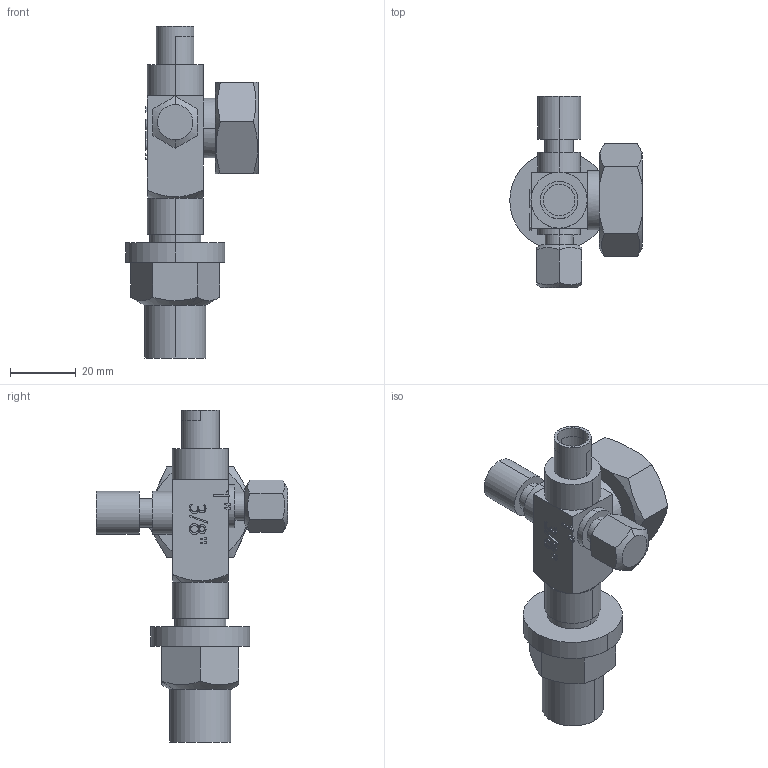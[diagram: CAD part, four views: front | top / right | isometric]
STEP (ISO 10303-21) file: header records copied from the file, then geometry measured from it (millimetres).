
FILE_DESCRIPTION((''),'2;1');
FILE_NAME('6804500V01','2023-04-04T10:38:48',('U375483'),('DANFOSS COMMERCIAL COMPRESSOR'),'CREO PARAMETRIC BY PTC INC, 2022124','CREO PARAMETRIC BY PTC INC, 2022124','');
FILE_SCHEMA(('CONFIG_CONTROL_DESIGN'));
Length unit declared in the file: millimetre
Products named in the file (1): 6804500V01
Bounding box: 40.2 x 58 x 100.7 mm (x, y, z)
Volume: 39783.8 mm3; surface area: 13855.1 mm2
Topology: 1 solids, 1 shells, 226 faces, 587 edges, 386 vertices
Faces by surface type: extrusion 97, plane 87, cylinder 30, cone 12
Entity records: 7461 total; most frequent: CARTESIAN_POINT 2261, ORIENTED_EDGE 1174, DIRECTION 798, EDGE_CURVE 587, VERTEX_POINT 386, VECTOR 352, B_SPLINE_CURVE_WITH_KNOTS 335, LINE 255
